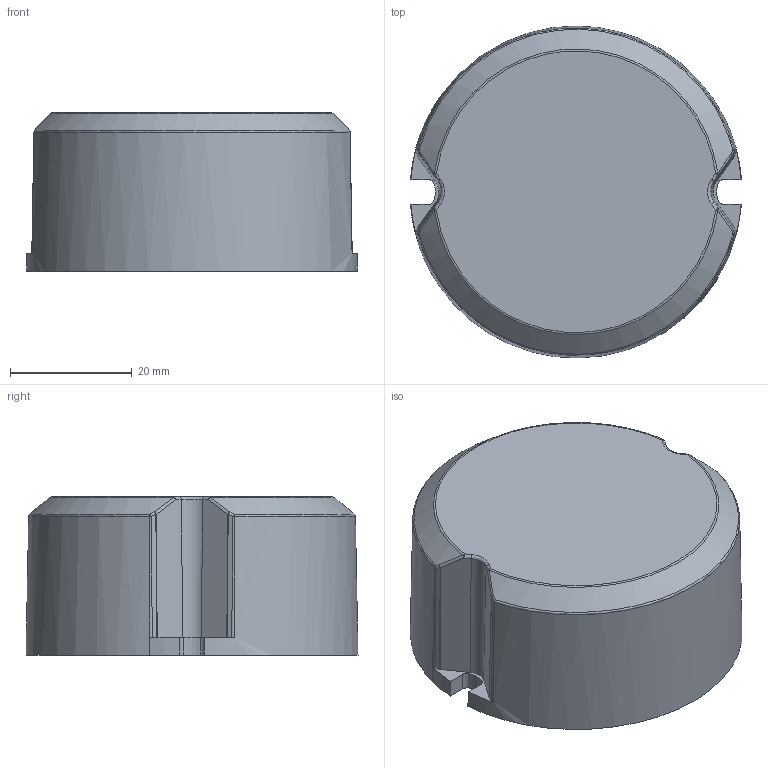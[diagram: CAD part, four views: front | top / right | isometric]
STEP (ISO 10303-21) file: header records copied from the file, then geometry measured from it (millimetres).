
FILE_DESCRIPTION(/* description */ (''),/* implementation_level */ '2;1');
FILE_NAME(/* name */ 'CH-12-~2',/* time_stamp */ '2023-06-27T11:19:45+08:00',/* author */ (''),/* organization */ (''),/* preprocessor_version */ 'ST-DEVELOPER v16.5',/* originating_system */ '',/* authorisation */ '');
FILE_SCHEMA (('AUTOMOTIVE_DESIGN'));
Length unit declared in the file: millimetre
Products named in the file (1): Document
Bounding box: 54.38 x 54.53 x 26 mm (x, y, z)
Volume: 57299.5 mm3; surface area: 8779.9 mm2
Topology: 1 solids, 1 shells, 74 faces, 182 edges, 105 vertices
Faces by surface type: bspline 58, plane 16
Entity records: 3801 total; most frequent: CARTESIAN_POINT 2769, ORIENTED_EDGE 354, EDGE_CURVE 177, VERTEX_POINT 105, B_SPLINE_CURVE_WITH_KNOTS 101, ADVANCED_FACE 74, FACE_OUTER_BOUND 74, EDGE_LOOP 74
